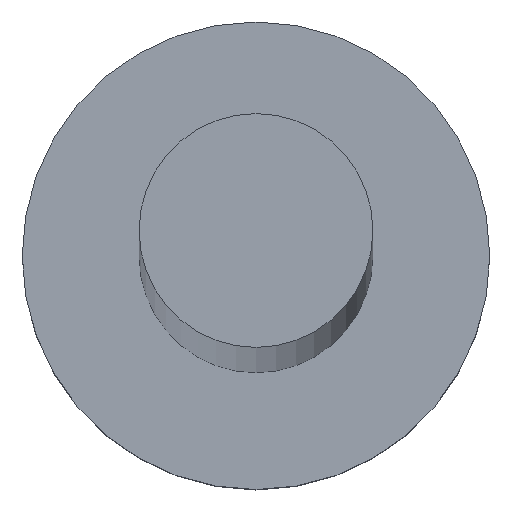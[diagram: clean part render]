
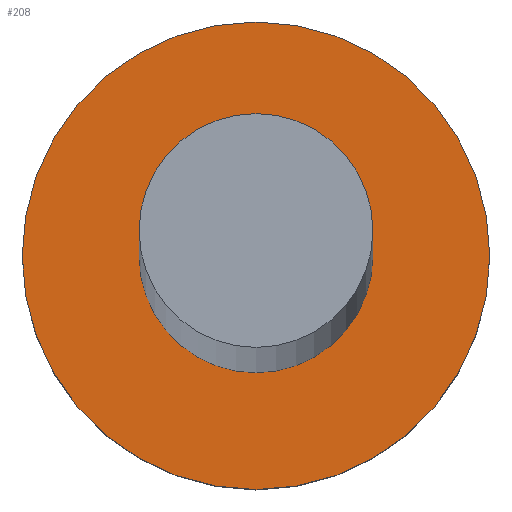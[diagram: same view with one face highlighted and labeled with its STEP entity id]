
A CAD part, top view. The second image highlights one B-rep face of the part: STEP entity #208.
In plain terms, the highlighted planar face has unit normal (0, 0, 1).
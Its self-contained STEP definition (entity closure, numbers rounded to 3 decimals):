
#7 = FACE_OUTER_BOUND ( 'NONE', #192, .T. ) ;
#9 = CIRCLE ( 'NONE', #147, 2. ) ;
#10 = EDGE_CURVE ( 'NONE', #172, #134, #193, .T. ) ;
#25 = DIRECTION ( 'NONE',  ( 0., 0., 1. ) ) ;
#26 = DIRECTION ( 'NONE',  ( 0., 0., 1. ) ) ;
#32 = DIRECTION ( 'NONE',  ( 1., 0., 0. ) ) ;
#35 = ORIENTED_EDGE ( 'NONE', *, *, #169, .T. ) ;
#44 = CARTESIAN_POINT ( 'NONE',  ( 2., 0., 2. ) ) ;
#45 = DIRECTION ( 'NONE',  ( 1., 0., 0. ) ) ;
#60 = ORIENTED_EDGE ( 'NONE', *, *, #10, .F. ) ;
#63 = AXIS2_PLACEMENT_3D ( 'NONE', #137, #245, #45 ) ;
#71 = CARTESIAN_POINT ( 'NONE',  ( 1., 0., 2. ) ) ;
#88 = CARTESIAN_POINT ( 'NONE',  ( 0., 0., 2. ) ) ;
#89 = EDGE_CURVE ( 'NONE', #134, #172, #165, .T. ) ;
#94 = CIRCLE ( 'NONE', #121, 2. ) ;
#102 = CARTESIAN_POINT ( 'NONE',  ( 0., 0., 2. ) ) ;
#114 = CARTESIAN_POINT ( 'NONE',  ( -2., 0., 2. ) ) ;
#117 = EDGE_LOOP ( 'NONE', ( #234, #60 ) ) ;
#121 = AXIS2_PLACEMENT_3D ( 'NONE', #88, #242, #122 ) ;
#122 = DIRECTION ( 'NONE',  ( 1., 0., 0. ) ) ;
#134 = VERTEX_POINT ( 'NONE', #246 ) ;
#136 = AXIS2_PLACEMENT_3D ( 'NONE', #102, #25, #176 ) ;
#137 = CARTESIAN_POINT ( 'NONE',  ( 0., 0., 2. ) ) ;
#138 = DIRECTION ( 'NONE',  ( 0., 0., 1. ) ) ;
#140 = CARTESIAN_POINT ( 'NONE',  ( 0., 0., 2. ) ) ;
#142 = EDGE_CURVE ( 'NONE', #197, #224, #94, .T. ) ;
#147 = AXIS2_PLACEMENT_3D ( 'NONE', #200, #138, #223 ) ;
#159 = PLANE ( 'NONE',  #166 ) ;
#165 = CIRCLE ( 'NONE', #63, 1. ) ;
#166 = AXIS2_PLACEMENT_3D ( 'NONE', #140, #26, #32 ) ;
#169 = EDGE_CURVE ( 'NONE', #224, #197, #9, .T. ) ;
#172 = VERTEX_POINT ( 'NONE', #71 ) ;
#176 = DIRECTION ( 'NONE',  ( 1., 0., 0. ) ) ;
#178 = FACE_BOUND ( 'NONE', #117, .T. ) ;
#192 = EDGE_LOOP ( 'NONE', ( #35, #195 ) ) ;
#193 = CIRCLE ( 'NONE', #136, 1. ) ;
#195 = ORIENTED_EDGE ( 'NONE', *, *, #142, .T. ) ;
#197 = VERTEX_POINT ( 'NONE', #44 ) ;
#200 = CARTESIAN_POINT ( 'NONE',  ( 0., 0., 2. ) ) ;
#208 = ADVANCED_FACE ( 'NONE', ( #178, #7 ), #159, .T. ) ;
#223 = DIRECTION ( 'NONE',  ( 1., 0., 0. ) ) ;
#224 = VERTEX_POINT ( 'NONE', #114 ) ;
#234 = ORIENTED_EDGE ( 'NONE', *, *, #89, .F. ) ;
#242 = DIRECTION ( 'NONE',  ( 0., 0., 1. ) ) ;
#245 = DIRECTION ( 'NONE',  ( 0., 0., 1. ) ) ;
#246 = CARTESIAN_POINT ( 'NONE',  ( -1., 0., 2. ) ) ;
